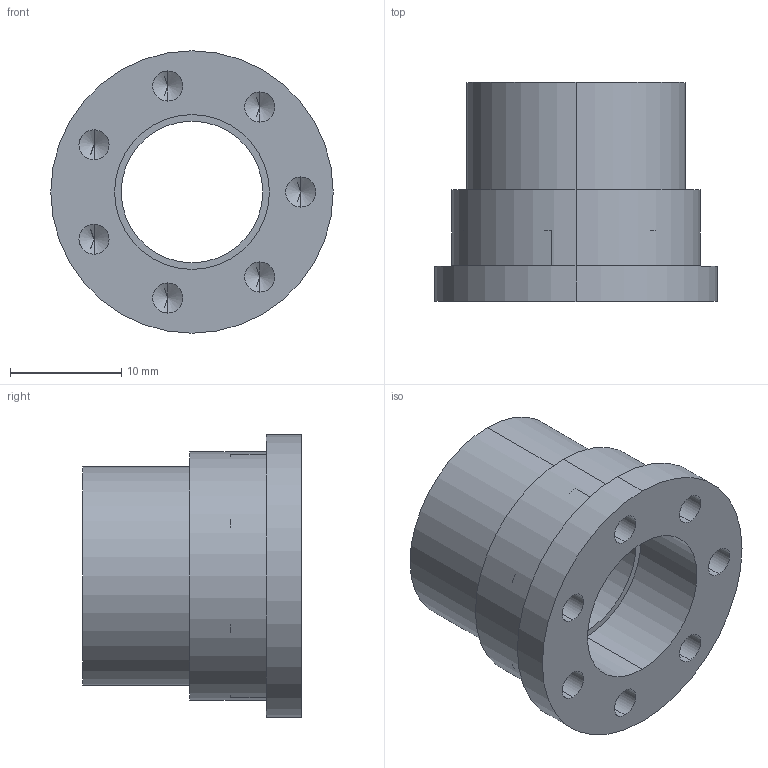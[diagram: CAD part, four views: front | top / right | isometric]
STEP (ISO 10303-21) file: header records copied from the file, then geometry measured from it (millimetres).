
FILE_DESCRIPTION (( 'STEP AP203' ), '1' );
FILE_NAME ('595628.STEP', '2014-07-22T18:29:26', ( 'Kyle' ), ( 'Microsoft' ), 'SwSTEP 2.0', 'SolidWorks 2014', '' );
FILE_SCHEMA (( 'CONFIG_CONTROL_DESIGN' ));
Length unit declared in the file: inch
Products named in the file (1): 595628
Bounding box: 25.39 x 19.68 x 25.39 mm (x, y, z)
Volume: 4288.1 mm3; surface area: 3288.4 mm2
Topology: 1 solids, 1 shells, 43 faces, 100 edges, 55 vertices
Faces by surface type: cylinder 24, cone 14, plane 5
Entity records: 1215 total; most frequent: DIRECTION 222, CARTESIAN_POINT 185, ORIENTED_EDGE 172, AXIS2_PLACEMENT_3D 92, EDGE_CURVE 86, EDGE_LOOP 55, VERTEX_POINT 55, CIRCLE 48
